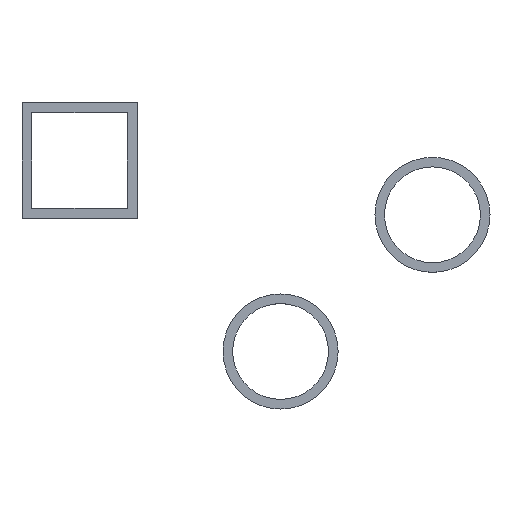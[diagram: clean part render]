
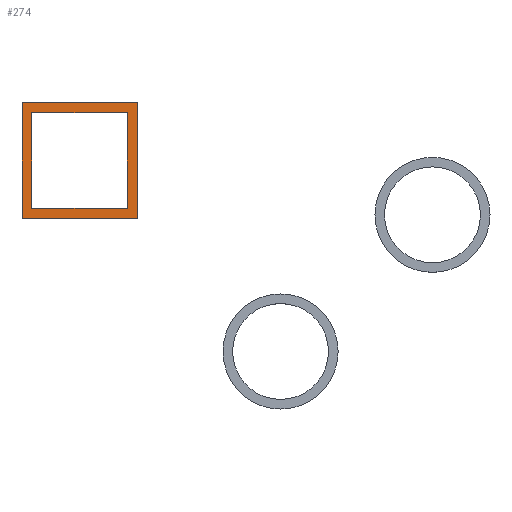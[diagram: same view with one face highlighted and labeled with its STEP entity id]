
A CAD part, top view. The second image highlights one B-rep face of the part: STEP entity #274.
In plain terms, the highlighted planar face has unit normal (0, 0, 1).
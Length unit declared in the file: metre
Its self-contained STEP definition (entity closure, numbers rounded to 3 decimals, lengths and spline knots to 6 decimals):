
#60=ORIENTED_EDGE('',*,*,#104,.F.);
#61=ORIENTED_EDGE('',*,*,#108,.T.);
#62=ORIENTED_EDGE('',*,*,#111,.T.);
#63=ORIENTED_EDGE('',*,*,#113,.F.);
#64=ORIENTED_EDGE('',*,*,#94,.F.);
#65=ORIENTED_EDGE('',*,*,#98,.T.);
#66=ORIENTED_EDGE('',*,*,#101,.T.);
#67=ORIENTED_EDGE('',*,*,#115,.F.);
#94=EDGE_CURVE('',#126,#127,#150,.T.);
#98=EDGE_CURVE('',#126,#129,#154,.T.);
#101=EDGE_CURVE('',#129,#131,#157,.T.);
#104=EDGE_CURVE('',#134,#135,#160,.T.);
#108=EDGE_CURVE('',#134,#137,#164,.T.);
#111=EDGE_CURVE('',#137,#139,#167,.T.);
#113=EDGE_CURVE('',#135,#139,#169,.T.);
#115=EDGE_CURVE('',#127,#131,#171,.T.);
#126=VERTEX_POINT('',#437);
#127=VERTEX_POINT('',#439);
#129=VERTEX_POINT('',#445);
#131=VERTEX_POINT('',#451);
#134=VERTEX_POINT('',#458);
#135=VERTEX_POINT('',#460);
#137=VERTEX_POINT('',#466);
#139=VERTEX_POINT('',#472);
#150=LINE('',#438,#174);
#154=LINE('',#446,#178);
#157=LINE('',#452,#181);
#160=LINE('',#459,#184);
#164=LINE('',#467,#188);
#167=LINE('',#473,#191);
#169=LINE('',#476,#193);
#171=LINE('',#479,#195);
#174=VECTOR('',#355,1.);
#178=VECTOR('',#361,1.);
#181=VECTOR('',#366,1.);
#184=VECTOR('',#371,1.);
#188=VECTOR('',#377,1.);
#191=VECTOR('',#382,1.);
#193=VECTOR('',#386,1.);
#195=VECTOR('',#390,1.);
#204=EDGE_LOOP('',(#60,#61,#62,#63));
#205=EDGE_LOOP('',(#64,#65,#66,#67));
#232=FACE_BOUND('',#204,.T.);
#233=FACE_BOUND('',#205,.T.);
#260=PLANE('',#329);
#274=ADVANCED_FACE('',(#232,#233),#260,.T.);
#329=AXIS2_PLACEMENT_3D('',#480,#391,#392);
#355=DIRECTION('',(-1.,0.,0.));
#361=DIRECTION('',(0.,-1.,0.));
#366=DIRECTION('',(-1.,0.,0.));
#371=DIRECTION('',(0.,-1.,0.));
#377=DIRECTION('',(-1.,0.,0.));
#382=DIRECTION('',(0.,-1.,0.));
#386=DIRECTION('',(-1.,0.,0.));
#390=DIRECTION('',(0.,-1.,0.));
#391=DIRECTION('',(0.,0.,1.));
#392=DIRECTION('',(1.,0.,0.));
#437=CARTESIAN_POINT('',(-0.015961,0.024914,0.001));
#438=CARTESIAN_POINT('',(-0.020961,0.024914,0.001));
#439=CARTESIAN_POINT('',(-0.025961,0.024914,0.001));
#445=CARTESIAN_POINT('',(-0.015961,0.014914,0.001));
#446=CARTESIAN_POINT('',(-0.015961,0.019914,0.001));
#451=CARTESIAN_POINT('',(-0.025961,0.014914,0.001));
#452=CARTESIAN_POINT('',(-0.020961,0.014914,0.001));
#458=CARTESIAN_POINT('',(-0.014961,0.025914,0.001));
#459=CARTESIAN_POINT('',(-0.014961,0.019914,0.001));
#460=CARTESIAN_POINT('',(-0.014961,0.013914,0.001));
#466=CARTESIAN_POINT('',(-0.026961,0.025914,0.001));
#467=CARTESIAN_POINT('',(-0.020961,0.025914,0.001));
#472=CARTESIAN_POINT('',(-0.026961,0.013914,0.001));
#473=CARTESIAN_POINT('',(-0.026961,0.019914,0.001));
#476=CARTESIAN_POINT('',(-0.020961,0.013914,0.001));
#479=CARTESIAN_POINT('',(-0.025961,0.019914,0.001));
#480=CARTESIAN_POINT('',(-0.020961,0.019914,0.001));
